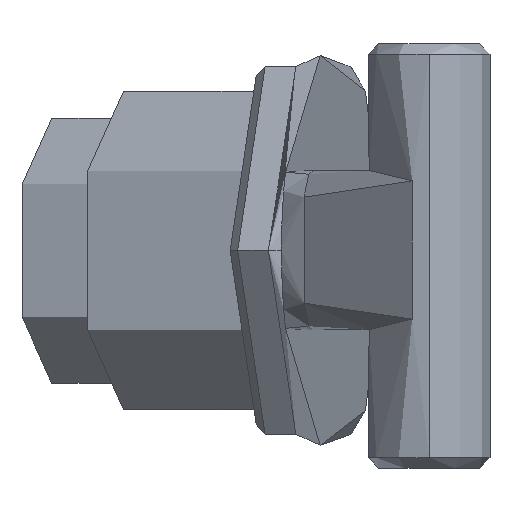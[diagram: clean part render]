
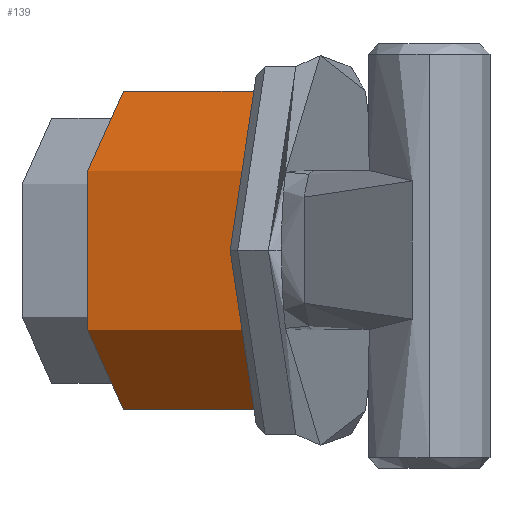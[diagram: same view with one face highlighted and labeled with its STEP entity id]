
A CAD part, top view. The second image highlights one B-rep face of the part: STEP entity #139.
In plain terms, the highlighted cylindrical face has radius 3 mm (diameter 6 mm), a partial arc.
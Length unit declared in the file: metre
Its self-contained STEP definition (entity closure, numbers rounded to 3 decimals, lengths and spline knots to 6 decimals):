
#139=ADVANCED_FACE('0:65',(#204),#205,.T.);
#204=FACE_OUTER_BOUND('',#305,.T.);
#205=CYLINDRICAL_SURFACE('',#306,0.003);
#305=EDGE_LOOP('',(#1996,#1997,#1998,#1999));
#306=AXIS2_PLACEMENT_3D('',#2000,#2001,#2002);
#1996=ORIENTED_EDGE('',*,*,#2339,.F.);
#1997=ORIENTED_EDGE('',*,*,#2340,.T.);
#1998=ORIENTED_EDGE('',*,*,#2341,.F.);
#1999=ORIENTED_EDGE('',*,*,#2342,.T.);
#2000=CARTESIAN_POINT('',(0.024162,0.001727,0.00495));
#2001=DIRECTION('',(-0.966,0.,-0.259));
#2002=DIRECTION('',(0.,1.0,0.));
#2339=EDGE_CURVE('',#2459,#2460,#2461,.T.);
#2340=EDGE_CURVE('0:184',#2459,#2462,#2463,.T.);
#2341=EDGE_CURVE('',#2464,#2462,#2465,.T.);
#2342=EDGE_CURVE('0:187',#2464,#2460,#2466,.T.);
#2459=VERTEX_POINT('',#2644);
#2460=VERTEX_POINT('',#2645);
#2461=LINE('',#2646,#2647);
#2462=VERTEX_POINT('',#2648);
#2463=CIRCLE('',#2649,0.003);
#2464=VERTEX_POINT('NONE',#2650);
#2465=LINE('',#2651,#2652);
#2466=CIRCLE('',#2653,0.003);
#2644=CARTESIAN_POINT('',(0.019735,0.004727,0.003764));
#2645=CARTESIAN_POINT('',(0.022729,0.004727,0.004566));
#2646=CARTESIAN_POINT('',(0.021232,0.004727,0.004165));
#2647=VECTOR('',#3151,1.0);
#2648=CARTESIAN_POINT('',(0.019735,-0.001273,0.003764));
#2649=AXIS2_PLACEMENT_3D('',#3152,#3153,#3154);
#2650=CARTESIAN_POINT('',(0.022729,-0.001273,0.004566));
#2651=CARTESIAN_POINT('',(0.021232,-0.001273,0.004165));
#2652=VECTOR('',#3155,1.0);
#2653=AXIS2_PLACEMENT_3D('',#3156,#3157,#3158);
#3151=DIRECTION('',(0.966,0.,0.259));
#3152=CARTESIAN_POINT('',(0.019735,0.001727,0.003764));
#3153=DIRECTION('',(0.966,0.,0.259));
#3154=DIRECTION('',(0.,1.0,0.));
#3155=DIRECTION('',(-0.966,0.,-0.259));
#3156=CARTESIAN_POINT('',(0.022729,0.001727,0.004566));
#3157=DIRECTION('',(-0.966,0.,-0.259));
#3158=DIRECTION('',(0.,1.0,0.));
